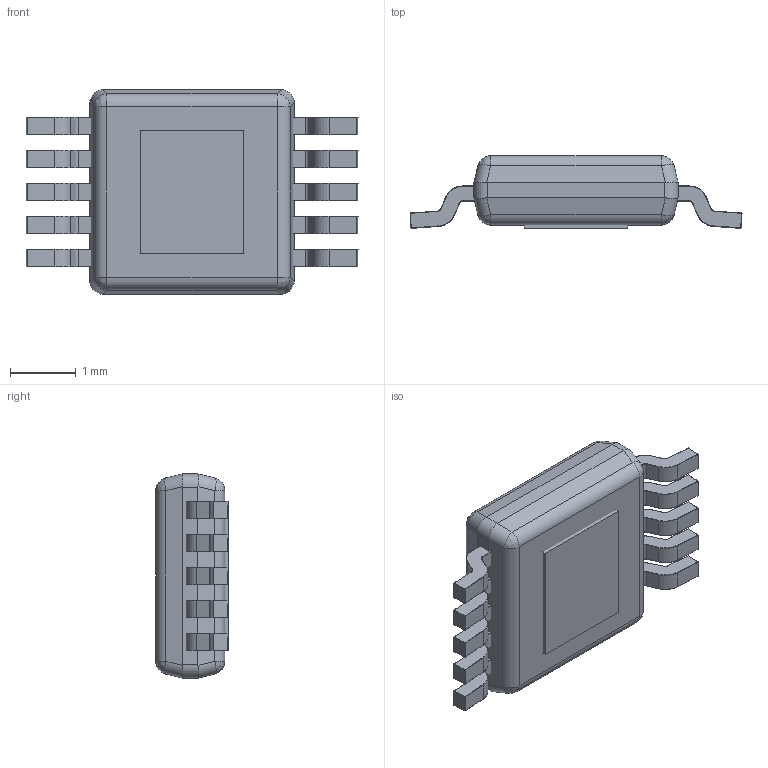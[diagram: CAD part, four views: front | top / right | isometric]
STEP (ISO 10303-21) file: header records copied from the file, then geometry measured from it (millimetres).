
FILE_DESCRIPTION (( 'STEP AP214' ), '1' );
FILE_NAME ('User Library-DGQ (S-PDSO-G10).STEP', '2018-10-16T09:55:04', ( '' ), ( '' ), 'SwSTEP 2.0', 'SolidWorks 2018', '' );
FILE_SCHEMA (( 'AUTOMOTIVE_DESIGN' ));
Length unit declared in the file: centimetre
Products named in the file (4): User Library-DGQ (S-PDSO-G10); User Library-DGQ (S-PDSO-G10)_DGQ_Koerper; User Library-DGQ (S-PDSO-G10)_DGQ_THERM_PIN; User Library-DGQ (S-PDSO-G10)_DGQ_PIN
Assembly tree (12 placements, depth 2):
  User Library-DGQ (S-PDSO-G10)
    User Library-DGQ (S-PDSO-G10)_DGQ_Koerper
    User Library-DGQ (S-PDSO-G10)_DGQ_PIN  x10
    User Library-DGQ (S-PDSO-G10)_DGQ_THERM_PIN
Bounding box: 5.04 x 1.1 x 3.1 mm (x, y, z)
Volume: 10.6 mm3; surface area: 49.2 mm2
Topology: 12 solids, 12 shells, 541 faces, 1204 edges, 608 vertices
Faces by surface type: cylinder 262, bspline 158, plane 121
Entity records: 4267 total; most frequent: CARTESIAN_POINT 941, DIRECTION 440, ORIENTED_EDGE 430, EDGE_CURVE 215, AXIS2_PLACEMENT_3D 165, VERTEX_POINT 122, VECTOR 110, UNCERTAINTY_MEASURE_WITH_UNIT 110
